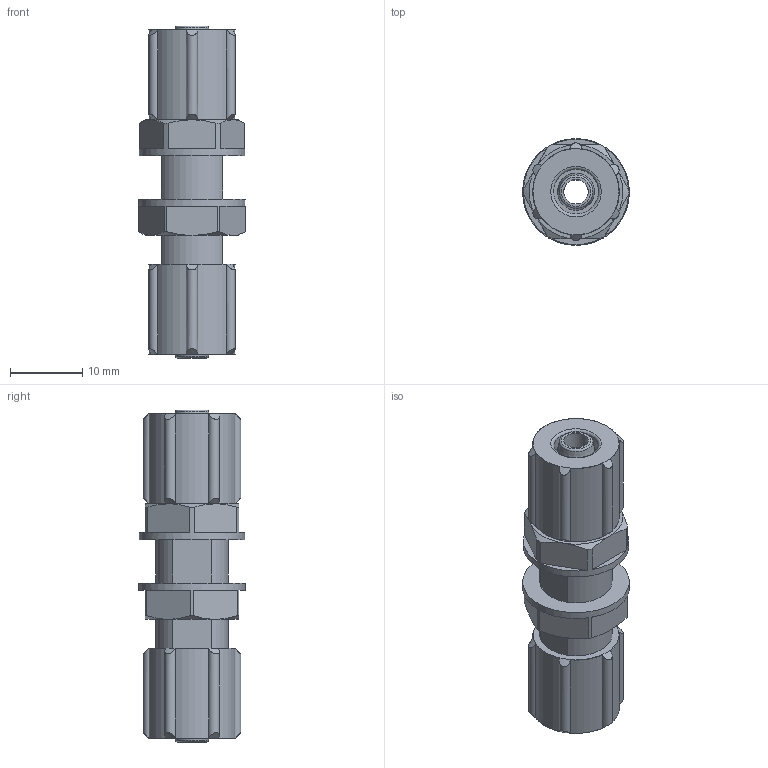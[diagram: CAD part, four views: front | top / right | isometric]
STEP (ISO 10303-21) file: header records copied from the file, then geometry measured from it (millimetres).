
FILE_DESCRIPTION(/* description */ ('STEP AP214'),/* implementation_level */ '2;1');
FILE_NAME(/* name */ '9388_SCK-PK-4-KU',/* time_stamp */ '2024-09-14T23:21:23+02:00',/* author */ ('License CC BY-ND 4.0'),/* organization */ ('CADENAS'),/* preprocessor_version */ 'ST-DEVELOPER v19.3',/* originating_system */ 'PARTsolutions',/* authorisation */ ' ');
FILE_SCHEMA (('AUTOMOTIVE_DESIGN {1 0 10303 214 3 1 1}'));
Length unit declared in the file: millimetre
Products named in the file (4): 9388 SCK-PK-4-KU; 9388 SCK-PK-4-KU---(part); 211291 MCK-PK-4-KU; 9388 M10x1
Assembly tree (4 placements, depth 2):
  9388 SCK-PK-4-KU
    9388 SCK-PK-4-KU---(part)
    211291 MCK-PK-4-KU  x2
    9388 M10x1
Bounding box: 14.8 x 14.8 x 46 mm (x, y, z)
Volume: 4595.3 mm3; surface area: 4668.5 mm2
Topology: 4 solids, 4 shells, 117 faces, 279 edges, 176 vertices
Faces by surface type: cylinder 42, plane 42, cone 25, torus 8
Full cylindrical faces by diameter (mm): 3.4 x1, 4.8 x2, 6.2 x2, 8.16 x2, 8.917 x3, 10 x2, 14.6 x1, 14.8 x1
Entity records: 2745 total; most frequent: CARTESIAN_POINT 613, DIRECTION 436, ORIENTED_EDGE 378, EDGE_CURVE 189, AXIS2_PLACEMENT_3D 188, VERTEX_POINT 133, EDGE_LOOP 132, FACE_BOUND 132
